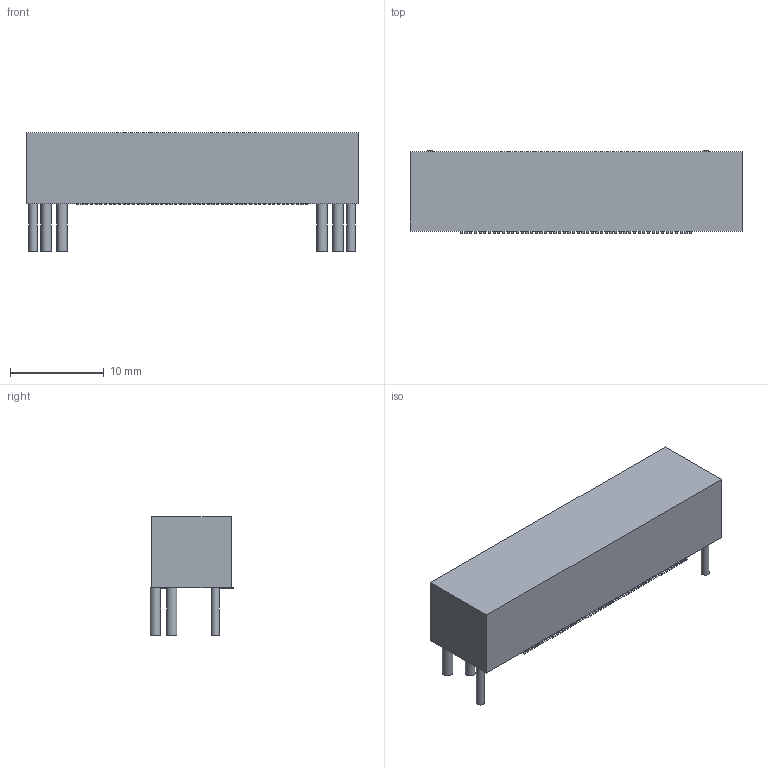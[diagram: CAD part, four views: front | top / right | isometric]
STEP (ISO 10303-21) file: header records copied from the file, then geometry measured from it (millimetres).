
FILE_DESCRIPTION(('FreeCAD Model'),'2;1');
FILE_NAME('249261.1.2.stp','2020-04-08T04:47:48',( 'Author'),(''),'Open CASCADE STEP processor 6.9','FreeCAD','Unknown' );
FILE_SCHEMA(('AUTOMOTIVE_DESIGN { 1 0 10303 214 1 1 1 1 }'));
Length unit declared in the file: millimetre
Products named in the file (4): ASSEMBLY; Body; Pins; Leads
Assembly tree (8 placements, depth 2):
  ASSEMBLY
    Body
    Pins
    Leads  x6
Bounding box: 35.5 x 8.92 x 12.7 mm (x, y, z)
Volume: 2452.6 mm3; surface area: 2047.2 mm2
Topology: 137 solids, 137 shells, 714 faces, 1320 edges, 880 vertices
Faces by surface type: plane 678, cylinder 36
Full cylindrical faces by diameter (mm): 0.9 x12, 1.1 x24
Entity records: 32536 total; most frequent: CARTESIAN_POINT 5143, DIRECTION 4968, LINE 3666, VECTOR 3666, ORIENTED_EDGE 2460, PCURVE 2460, DEFINITIONAL_REPRESENTATION 2460, EDGE_CURVE 1230
